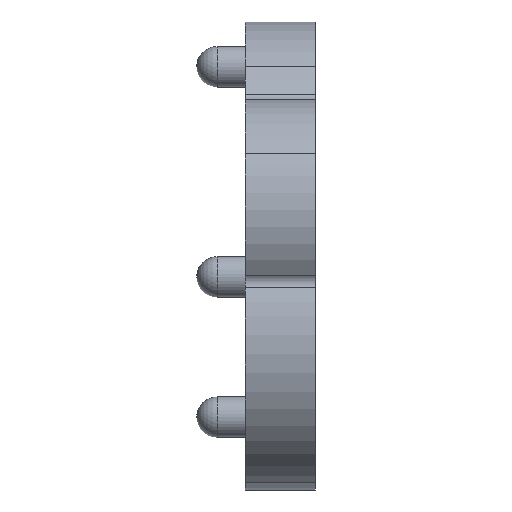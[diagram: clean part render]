
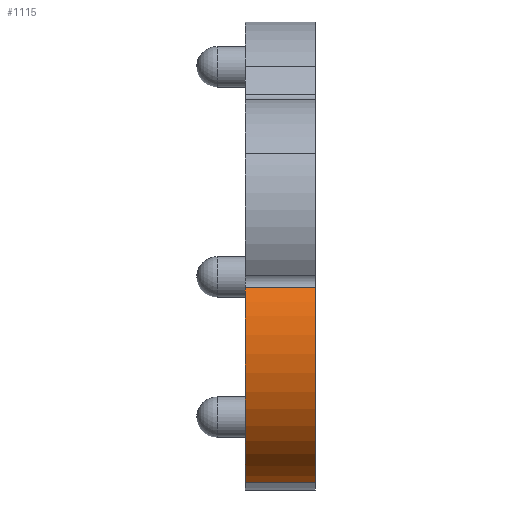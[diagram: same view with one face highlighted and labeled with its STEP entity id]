
A CAD part, left-side view. The second image highlights one B-rep face of the part: STEP entity #1115.
In plain terms, the highlighted free-form (B-spline) face has degree [3, 1] with [4, 2] control points.
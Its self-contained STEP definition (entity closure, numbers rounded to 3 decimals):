
#108=FACE_OUTER_BOUND('',#172,.T.);
#172=EDGE_LOOP('',(#888,#889,#890,#891));
#244=LINE('',#1925,#307);
#245=LINE('',#1944,#308);
#307=VECTOR('',#1305,10.);
#308=VECTOR('',#1306,10.);
#380=(
BOUNDED_CURVE()
B_SPLINE_CURVE(3,(#1935,#1936,#1937,#1938),.UNSPECIFIED.,.F.,.F.)
B_SPLINE_CURVE_WITH_KNOTS((4,4),(0.,1.),.UNSPECIFIED.)
CURVE()
GEOMETRIC_REPRESENTATION_ITEM()
RATIONAL_B_SPLINE_CURVE((1.,1.,1.,1.))
REPRESENTATION_ITEM('')
);
#381=(
BOUNDED_CURVE()
B_SPLINE_CURVE(3,(#1940,#1941,#1942,#1943),.UNSPECIFIED.,.F.,.F.)
B_SPLINE_CURVE_WITH_KNOTS((4,4),(0.,1.),.UNSPECIFIED.)
CURVE()
GEOMETRIC_REPRESENTATION_ITEM()
RATIONAL_B_SPLINE_CURVE((1.,1.,1.,1.))
REPRESENTATION_ITEM('')
);
#490=VERTEX_POINT('',#1912);
#493=VERTEX_POINT('',#1920);
#494=VERTEX_POINT('',#1934);
#495=VERTEX_POINT('',#1939);
#642=EDGE_CURVE('',#490,#493,#244,.T.);
#643=EDGE_CURVE('',#494,#490,#380,.T.);
#644=EDGE_CURVE('',#495,#493,#381,.T.);
#645=EDGE_CURVE('',#494,#495,#245,.T.);
#888=ORIENTED_EDGE('',*,*,#643,.T.);
#889=ORIENTED_EDGE('',*,*,#642,.T.);
#890=ORIENTED_EDGE('',*,*,#644,.F.);
#891=ORIENTED_EDGE('',*,*,#645,.F.);
#1054=(
BOUNDED_SURFACE()
B_SPLINE_SURFACE(3,1,((#1926,#1927),(#1928,#1929),(#1930,#1931),(#1932,
#1933)),.UNSPECIFIED.,.F.,.F.,.F.)
B_SPLINE_SURFACE_WITH_KNOTS((4,4),(2,2),(0.,1.),(0.,1.),.UNSPECIFIED.)
GEOMETRIC_REPRESENTATION_ITEM()
RATIONAL_B_SPLINE_SURFACE(((1.,1.),(1.,1.),(1.,1.),(1.,1.)))
REPRESENTATION_ITEM('')
SURFACE()
);
#1115=ADVANCED_FACE('',(#108),#1054,.T.);
#1305=DIRECTION('',(0.,1.,0.));
#1306=DIRECTION('',(0.,1.,0.));
#1912=CARTESIAN_POINT('',(-22.185,111.,120.467));
#1920=CARTESIAN_POINT('',(-22.185,121.,120.467));
#1925=CARTESIAN_POINT('',(-22.185,111.,120.467));
#1926=CARTESIAN_POINT('Ctrl Pts',(-9.779,111.,92.636));
#1927=CARTESIAN_POINT('Ctrl Pts',(-9.779,121.,92.636));
#1928=CARTESIAN_POINT('Ctrl Pts',(-21.418,111.,96.171));
#1929=CARTESIAN_POINT('Ctrl Pts',(-21.418,121.,96.171));
#1930=CARTESIAN_POINT('Ctrl Pts',(-27.252,111.,109.4));
#1931=CARTESIAN_POINT('Ctrl Pts',(-27.252,121.,109.4));
#1932=CARTESIAN_POINT('Ctrl Pts',(-22.185,111.,120.467));
#1933=CARTESIAN_POINT('Ctrl Pts',(-22.185,121.,120.467));
#1934=CARTESIAN_POINT('',(-9.779,111.,92.636));
#1935=CARTESIAN_POINT('Ctrl Pts',(-9.779,111.,92.636));
#1936=CARTESIAN_POINT('Ctrl Pts',(-21.418,111.,96.171));
#1937=CARTESIAN_POINT('Ctrl Pts',(-27.252,111.,109.4));
#1938=CARTESIAN_POINT('Ctrl Pts',(-22.185,111.,120.467));
#1939=CARTESIAN_POINT('',(-9.779,121.,92.636));
#1940=CARTESIAN_POINT('Ctrl Pts',(-9.779,121.,92.636));
#1941=CARTESIAN_POINT('Ctrl Pts',(-21.418,121.,96.171));
#1942=CARTESIAN_POINT('Ctrl Pts',(-27.252,121.,109.4));
#1943=CARTESIAN_POINT('Ctrl Pts',(-22.185,121.,120.467));
#1944=CARTESIAN_POINT('',(-9.779,111.,92.636));
